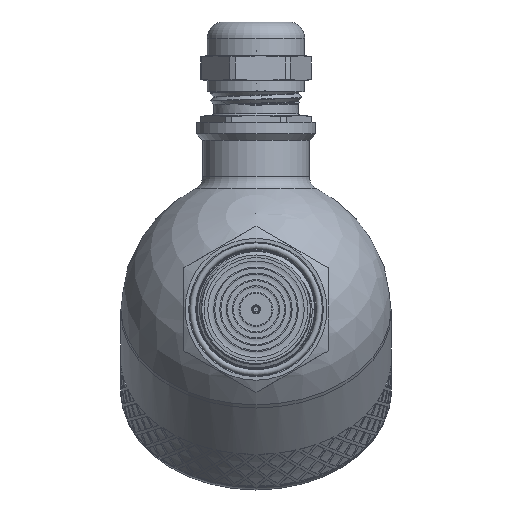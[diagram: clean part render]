
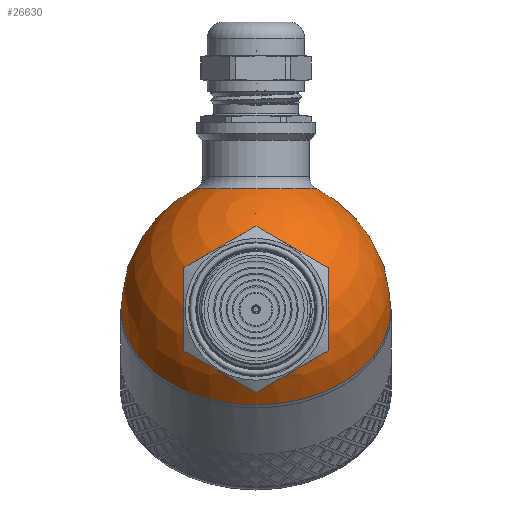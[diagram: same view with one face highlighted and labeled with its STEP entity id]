
A CAD part, left-side view. The second image highlights one B-rep face of the part: STEP entity #26630.
In plain terms, the highlighted spherical face has radius 30 mm.
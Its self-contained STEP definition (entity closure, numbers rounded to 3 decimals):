
#16=SPHERICAL_SURFACE('',#28390,30.);
#1140=FACE_BOUND('',#4251,.T.);
#1141=FACE_BOUND('',#4252,.T.);
#2503=FACE_OUTER_BOUND('',#4250,.T.);
#4250=EDGE_LOOP('',(#20492,#20493,#20494,#20495));
#4251=EDGE_LOOP('',(#20496));
#4252=EDGE_LOOP('',(#20497));
#5827=CIRCLE('',#28387,15.643);
#5830=CIRCLE('',#28391,30.);
#5831=CIRCLE('',#28392,30.);
#5832=CIRCLE('',#28393,30.);
#5833=CIRCLE('',#28394,13.5);
#11334=VERTEX_POINT('',#47010);
#11336=VERTEX_POINT('',#47016);
#11337=VERTEX_POINT('',#47017);
#11338=VERTEX_POINT('',#47019);
#11339=VERTEX_POINT('',#47022);
#14672=EDGE_CURVE('',#11334,#11334,#5827,.T.);
#14675=EDGE_CURVE('',#11336,#11337,#5830,.T.);
#14676=EDGE_CURVE('',#11336,#11338,#5831,.T.);
#14677=EDGE_CURVE('',#11337,#11336,#5832,.T.);
#14678=EDGE_CURVE('',#11339,#11339,#5833,.T.);
#20492=ORIENTED_EDGE('',*,*,#14675,.F.);
#20493=ORIENTED_EDGE('',*,*,#14676,.T.);
#20494=ORIENTED_EDGE('',*,*,#14676,.F.);
#20495=ORIENTED_EDGE('',*,*,#14677,.F.);
#20496=ORIENTED_EDGE('',*,*,#14672,.F.);
#20497=ORIENTED_EDGE('',*,*,#14678,.F.);
#26630=ADVANCED_FACE('',(#2503,#1140,#1141),#16,.T.);
#28387=AXIS2_PLACEMENT_3D('',#47011,#30679,#30680);
#28390=AXIS2_PLACEMENT_3D('',#47015,#30685,#30686);
#28391=AXIS2_PLACEMENT_3D('',#47018,#30687,#30688);
#28392=AXIS2_PLACEMENT_3D('',#47020,#30689,#30690);
#28393=AXIS2_PLACEMENT_3D('',#47021,#30691,#30692);
#28394=AXIS2_PLACEMENT_3D('',#47023,#30693,#30694);
#30679=DIRECTION('center_axis',(-0.707,0.,0.707));
#30680=DIRECTION('ref_axis',(0.707,0.,0.707));
#30685=DIRECTION('center_axis',(1.,0.,0.));
#30686=DIRECTION('ref_axis',(0.,-1.,0.));
#30687=DIRECTION('center_axis',(1.,0.,0.));
#30688=DIRECTION('ref_axis',(0.,1.,0.));
#30689=DIRECTION('center_axis',(0.,0.,1.));
#30690=DIRECTION('ref_axis',(0.,1.,0.));
#30691=DIRECTION('center_axis',(1.,0.,0.));
#30692=DIRECTION('ref_axis',(0.,1.,0.));
#30693=DIRECTION('center_axis',(-0.707,0.,-0.707));
#30694=DIRECTION('ref_axis',(-0.707,0.,0.707));
#47010=CARTESIAN_POINT('',(-29.162,0.,7.04));
#47011=CARTESIAN_POINT('Origin',(-18.101,0.,18.101));
#47015=CARTESIAN_POINT('Origin',(0.,0.,0.));
#47016=CARTESIAN_POINT('',(0.,30.,0.));
#47017=CARTESIAN_POINT('',(0.,-30.,0.));
#47018=CARTESIAN_POINT('Origin',(0.,0.,0.));
#47019=CARTESIAN_POINT('',(-30.,0.,0.));
#47020=CARTESIAN_POINT('Origin',(0.,0.,0.));
#47021=CARTESIAN_POINT('Origin',(0.,0.,0.));
#47022=CARTESIAN_POINT('',(-9.398,0.,-28.49));
#47023=CARTESIAN_POINT('Origin',(-18.944,0.,-18.944));
